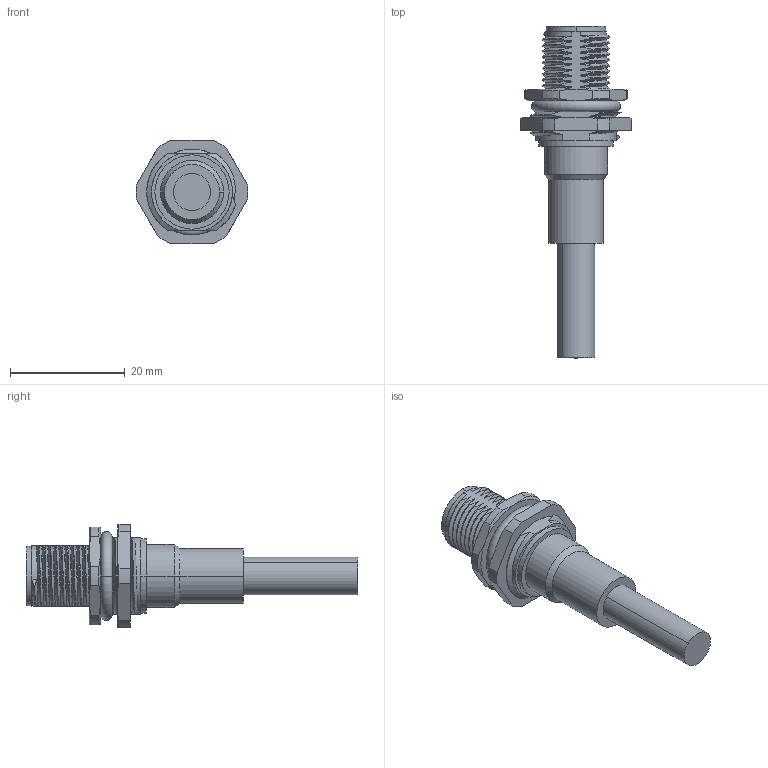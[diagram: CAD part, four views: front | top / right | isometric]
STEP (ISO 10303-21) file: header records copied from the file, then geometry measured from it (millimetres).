
FILE_DESCRIPTION((''),'2;1');
FILE_NAME('3D_1632043014022_M12-M04D-BK-M1','2017-07-28T',('ch.chen'),(''),'PRO/ENGINEER BY PARAMETRIC TECHNOLOGY CORPORATION, 2012480','PRO/ENGINEER BY PARAMETRIC TECHNOLOGY CORPORATION, 2012480','');
FILE_SCHEMA(('AUTOMOTIVE_DESIGN { 1 0 10303 214 1 1 1 1 }'));
Length unit declared in the file: millimetre
Products named in the file (1): 3D_1632043014022_M12-M04D-BK-M1
Bounding box: 19.5 x 57.9 x 18 mm (x, y, z)
Volume: 4163.2 mm3; surface area: 5154.1 mm2
Topology: 1 solids, 6 shells, 625 faces, 1800 edges, 1191 vertices
Faces by surface type: cylinder 189, plane 184, extrusion 85, cone 75, bspline 62, torus 16, sphere 14
Entity records: 25749 total; most frequent: CARTESIAN_POINT 10011, ORIENTED_EDGE 3572, DIRECTION 2745, EDGE_CURVE 1786, VERTEX_POINT 1191, AXIS2_PLACEMENT_3D 962, VECTOR 821, LINE 736
